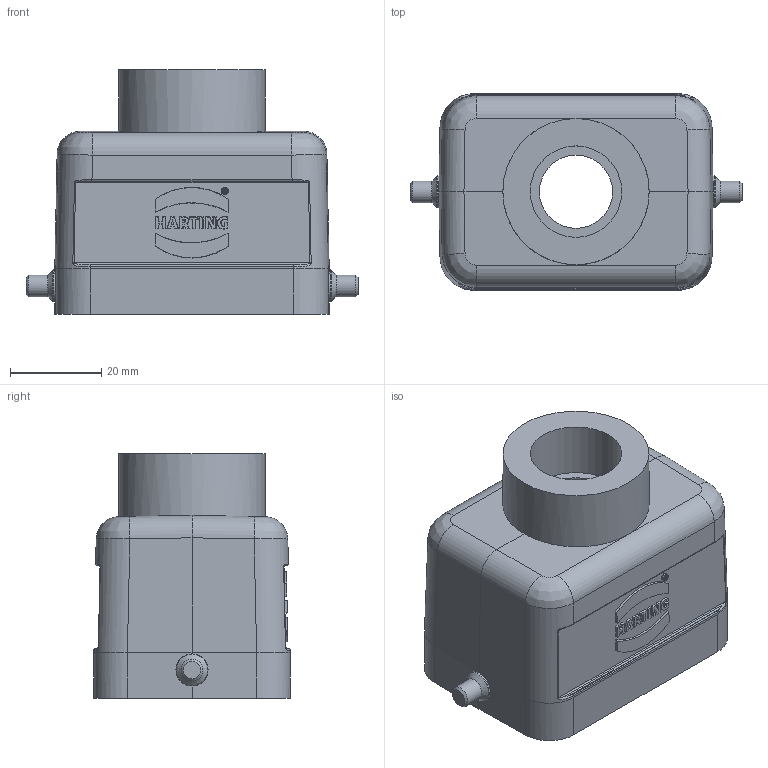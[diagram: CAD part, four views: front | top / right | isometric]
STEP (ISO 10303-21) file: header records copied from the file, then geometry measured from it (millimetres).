
FILE_DESCRIPTION(/* description */ (''),/* implementation_level */ '2;1');
FILE_NAME(/* name */ '100181806ugm000_g.stp',/* time_stamp */ '2021-04-12T08:05:21+02:00',/* author */ (''),/* organization */ (''),/* preprocessor_version */ 'ST-DEVELOPER v16.7',/* originating_system */ 'SIEMENS PLM Software NX 1911',/* authorisation */ '');
FILE_SCHEMA (('AUTOMOTIVE_DESIGN { 1 0 10303 214 3 1 1 1 }'));
Length unit declared in the file: millimetre
Products named in the file (1): 100181806ugm000_g
Bounding box: 72.6 x 43 x 53.5 mm (x, y, z)
Volume: 36232.1 mm3; surface area: 21251.6 mm2
Topology: 1 solids, 1 shells, 225 faces, 575 edges, 371 vertices
Faces by surface type: plane 133, cylinder 48, bspline 32, cone 10, torus 2
Full cylindrical faces by diameter (mm): 3 x4, 4.8 x2, 7 x2, 16 x1, 20 x1, 21 x1, 32 x1
Entity records: 9871 total; most frequent: CARTESIAN_POINT 3175, ORIENTED_EDGE 1072, DIRECTION 945, EDGE_CURVE 536, VERTEX_POINT 359, LINE 343, VECTOR 343, AXIS2_PLACEMENT_3D 301
